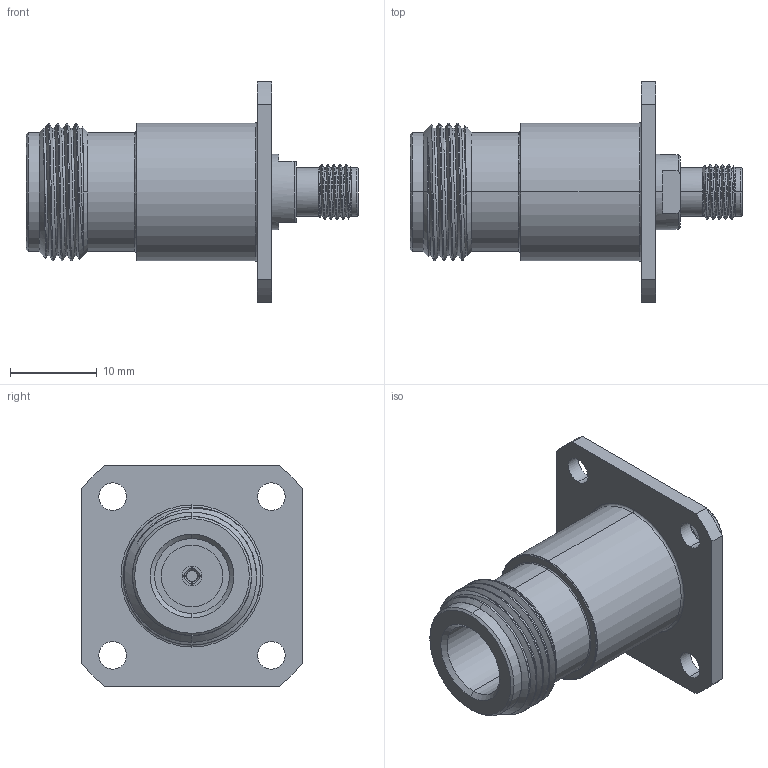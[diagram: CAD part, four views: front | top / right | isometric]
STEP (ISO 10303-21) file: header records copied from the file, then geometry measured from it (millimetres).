
FILE_DESCRIPTION (( 'STEP AP203' ), '1' );
FILE_NAME ('PE9434.step', '2018-10-24T14:35:27', ( '' ), ( '' ), 'SwSTEP 2.0', 'SolidWorks 2017', '' );
FILE_SCHEMA (( 'CONFIG_CONTROL_DESIGN' ));
Length unit declared in the file: inch
Products named in the file (1): PE9434
Bounding box: 38.26 x 25.4 x 25.4 mm (x, y, z)
Volume: 5442.9 mm3; surface area: 3720.9 mm2
Topology: 1 solids, 2 shells, 154 faces, 379 edges, 244 vertices
Faces by surface type: cylinder 74, plane 39, cone 29, bspline 8, torus 4
Entity records: 7078 total; most frequent: CARTESIAN_POINT 3520, ORIENTED_EDGE 758, DIRECTION 699, EDGE_CURVE 379, AXIS2_PLACEMENT_3D 287, VERTEX_POINT 244, EDGE_LOOP 179, ADVANCED_FACE 154
